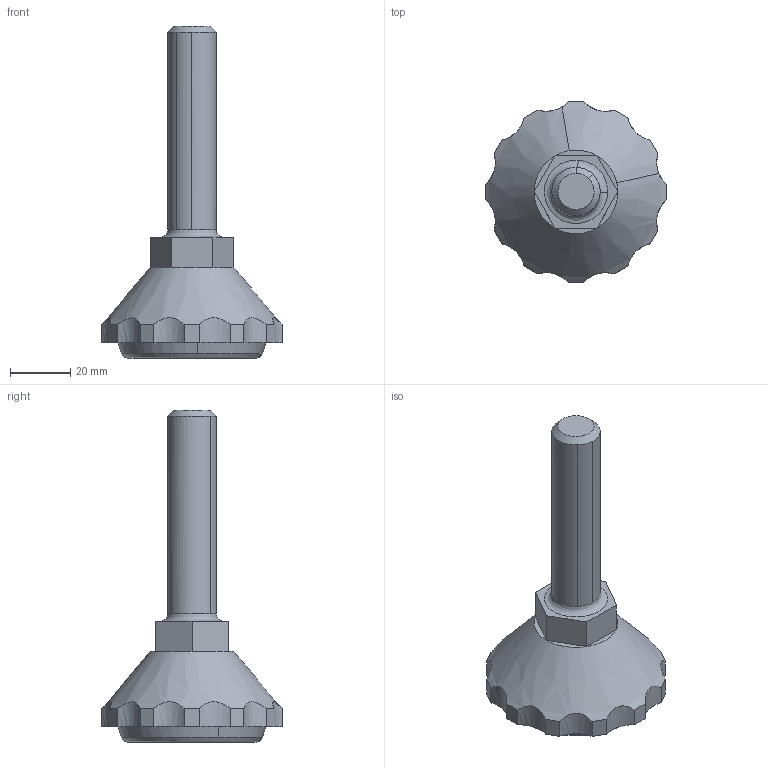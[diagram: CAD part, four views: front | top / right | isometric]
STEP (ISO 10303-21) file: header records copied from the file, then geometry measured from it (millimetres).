
FILE_DESCRIPTION((''),'2;1');
FILE_NAME('','2005-12-14T15:59:23',(''),(''),'','CADfix','');
FILE_SCHEMA(('AUTOMOTIVE_DESIGN'));
Length unit declared in the file: millimetre
Products named in the file (5): washer; screw; rubber pad; bolt; TM_170R_27954_36
Assembly tree (4 placements, depth 2):
  TM_170R_27954_36
    washer
    screw
    rubber pad
    bolt
Bounding box: 59.79 x 59.79 x 110 mm (x, y, z)
Volume: 68193.9 mm3; surface area: 19058.7 mm2
Topology: 4 solids, 4 shells, 111 faces, 330 edges, 234 vertices
Faces by surface type: bspline 111
Entity records: 4464 total; most frequent: CARTESIAN_POINT 2577, ORIENTED_EDGE 660, EDGE_CURVE 330, VERTEX_POINT 234, EDGE_LOOP 122, QUASI_UNIFORM_CURVE 112, FACE_OUTER_BOUND 111, ADVANCED_FACE 111
